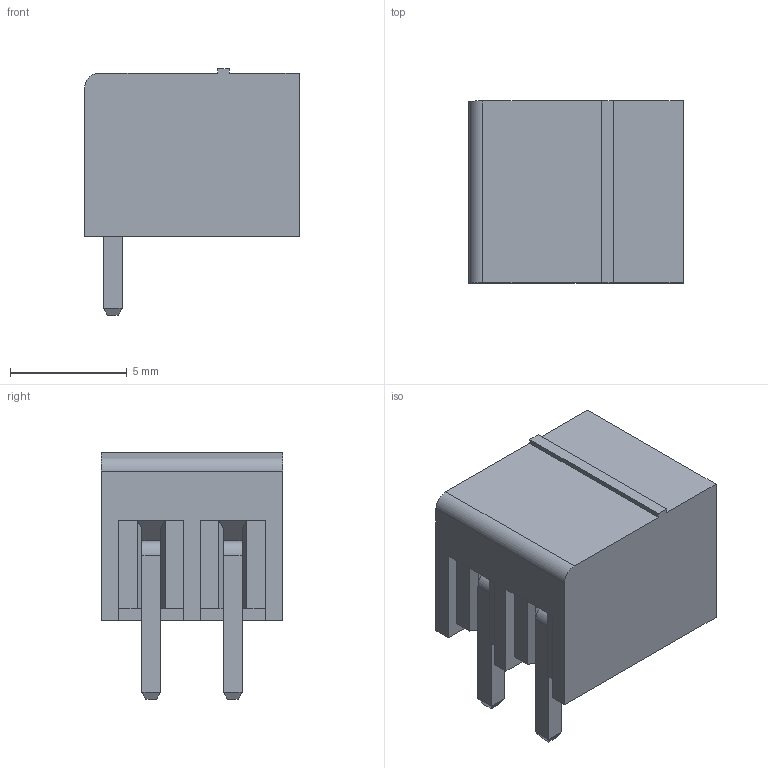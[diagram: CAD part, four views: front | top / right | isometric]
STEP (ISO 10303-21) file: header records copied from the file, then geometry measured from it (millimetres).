
FILE_DESCRIPTION (( 'STEP AP214' ), '1' );
FILE_NAME ('8C702A38-71FA-439F-BF3C-8061DDE0BE38.STEP', '2023-06-16T20:22:40', ( '' ), ( '' ), 'SwSTEP 2.0', 'SolidWorks 2022', '' );
FILE_SCHEMA (( 'AUTOMOTIVE_DESIGN' ));
Length unit declared in the file: millimetre
Products named in the file (1): 8C702A38-71FA-439F-BF3C-8061DDE0BE38
Bounding box: 9.2 x 7.8 x 10.6 mm (x, y, z)
Volume: 276.7 mm3; surface area: 769 mm2
Topology: 3 solids, 3 shells, 121 faces, 325 edges, 210 vertices
Faces by surface type: plane 116, cylinder 5
Entity records: 3749 total; most frequent: CARTESIAN_POINT 657, ORIENTED_EDGE 650, DIRECTION 579, EDGE_CURVE 325, LINE 315, VECTOR 315, VERTEX_POINT 210, AXIS2_PLACEMENT_3D 132
